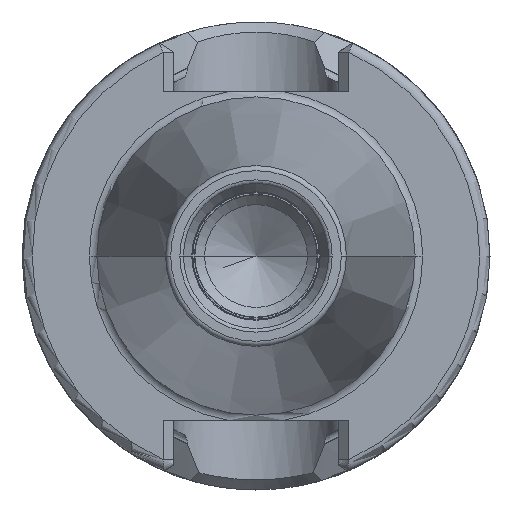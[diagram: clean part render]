
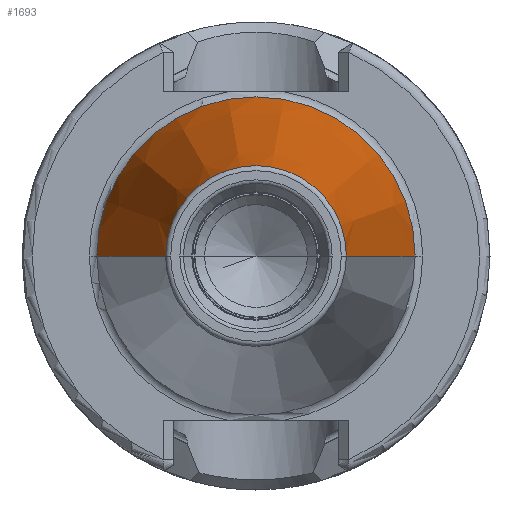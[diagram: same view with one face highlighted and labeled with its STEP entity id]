
A CAD part, left-side view. The second image highlights one B-rep face of the part: STEP entity #1693.
In plain terms, the highlighted conical face has half-angle 8.298 degrees and reference radius 12.258 mm.
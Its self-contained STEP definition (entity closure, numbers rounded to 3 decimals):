
#37=CARTESIAN_POINT('',(-47.972,0.,0.));
#38=DIRECTION('',(1.,0.,0.));
#39=DIRECTION('',(0.,1.,0.));
#40=AXIS2_PLACEMENT_3D('',#37,#38,#39);
#42=CARTESIAN_POINT('',(-1.629,0.,0.));
#43=DIRECTION('',(1.,0.,0.));
#44=DIRECTION('',(0.,1.,0.));
#45=AXIS2_PLACEMENT_3D('',#42,#43,#44);
#47=DIRECTION('',(-0.99,-0.144,0.));
#48=VECTOR('',#47,46.833);
#49=CARTESIAN_POINT('',(-1.629,15.637,0.));
#50=LINE('',#49,#48);
#51=DIRECTION('',(-0.99,0.144,0.));
#52=VECTOR('',#51,46.833);
#53=CARTESIAN_POINT('',(-1.629,-15.637,0.));
#54=LINE('',#53,#52);
#1346=CARTESIAN_POINT('',(-47.972,8.878,0.));
#1348=VERTEX_POINT('',#1346);
#1350=CARTESIAN_POINT('',(-47.972,-8.878,0.));
#1352=VERTEX_POINT('',#1350);
#1561=CARTESIAN_POINT('',(-1.629,15.637,0.));
#1562=VERTEX_POINT('',#1561);
#1563=CARTESIAN_POINT('',(-1.629,-15.637,0.));
#1564=VERTEX_POINT('',#1563);
#1679=CARTESIAN_POINT('',(-24.801,0.,0.));
#1680=DIRECTION('',(1.,0.,0.));
#1681=DIRECTION('',(0.,-1.,0.));
#1682=AXIS2_PLACEMENT_3D('',#1679,#1680,#1681);
#1683=CONICAL_SURFACE('',#1682,12.258,8.298);
#1685=ORIENTED_EDGE('',*,*,#1684,.F.);
#1687=ORIENTED_EDGE('',*,*,#1686,.T.);
#1689=ORIENTED_EDGE('',*,*,#1688,.T.);
#1690=ORIENTED_EDGE('',*,*,#1672,.F.);
#1691=EDGE_LOOP('',(#1685,#1687,#1689,#1690));
#1692=FACE_OUTER_BOUND('',#1691,.F.);
#1693=ADVANCED_FACE('',(#1692),#1683,.T.);
#41=CIRCLE('',#40,8.878);
#46=CIRCLE('',#45,15.637);
#1672=EDGE_CURVE('',#1348,#1352,#41,.T.);
#1684=EDGE_CURVE('',#1562,#1348,#50,.T.);
#1686=EDGE_CURVE('',#1562,#1564,#46,.T.);
#1688=EDGE_CURVE('',#1564,#1352,#54,.T.);
